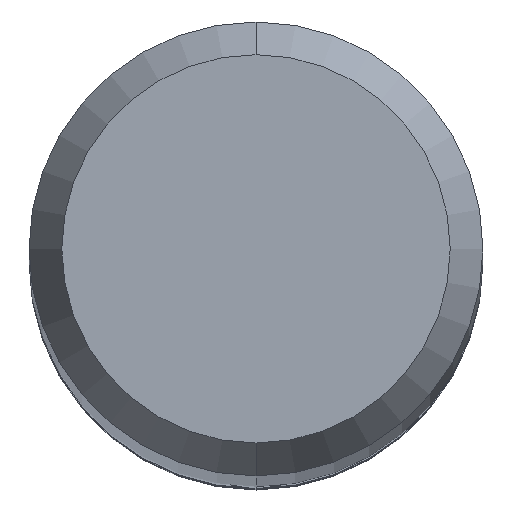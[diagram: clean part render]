
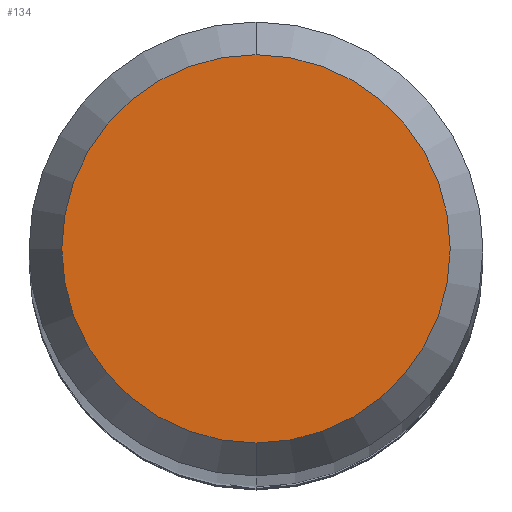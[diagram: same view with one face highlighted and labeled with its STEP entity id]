
A CAD part, top view. The second image highlights one B-rep face of the part: STEP entity #134.
In plain terms, the highlighted planar face has unit normal (0, 0, 1).
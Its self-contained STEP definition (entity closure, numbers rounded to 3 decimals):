
#128=EDGE_CURVE('',#188,#250,#319,.T.);
#134=ADVANCED_FACE('',(#326),#327,.T.);
#188=VERTEX_POINT('',#386);
#224=EDGE_CURVE('',#250,#188,#425,.T.);
#250=VERTEX_POINT('',#456);
#319=CIRCLE('',#529,1.358);
#326=FACE_OUTER_BOUND('',#537,.T.);
#327=PLANE('',#538);
#386=CARTESIAN_POINT('',(0.,-1.358,0.01));
#425=CIRCLE('',#663,1.358);
#456=CARTESIAN_POINT('',(0.0,1.358,0.01));
#529=AXIS2_PLACEMENT_3D('',#771,#772,#773);
#537=EDGE_LOOP('',(#786,#787));
#538=AXIS2_PLACEMENT_3D('',#788,#789,#790);
#663=AXIS2_PLACEMENT_3D('',#890,#891,#892);
#771=CARTESIAN_POINT('',(0.0,0.0,0.01));
#772=DIRECTION('',(0.0,0.0,-1.0));
#773=DIRECTION('',(0.0,1.0,0.0));
#786=ORIENTED_EDGE('',*,*,#224,.F.);
#787=ORIENTED_EDGE('',*,*,#128,.F.);
#788=CARTESIAN_POINT('',(0.0,0.679,0.01));
#789=DIRECTION('',(-0.0,0.0,1.0));
#790=DIRECTION('',(0.0,-1.0,0.0));
#890=CARTESIAN_POINT('',(0.0,0.0,0.01));
#891=DIRECTION('',(0.0,0.0,-1.0));
#892=DIRECTION('',(0.0,1.0,0.0));
